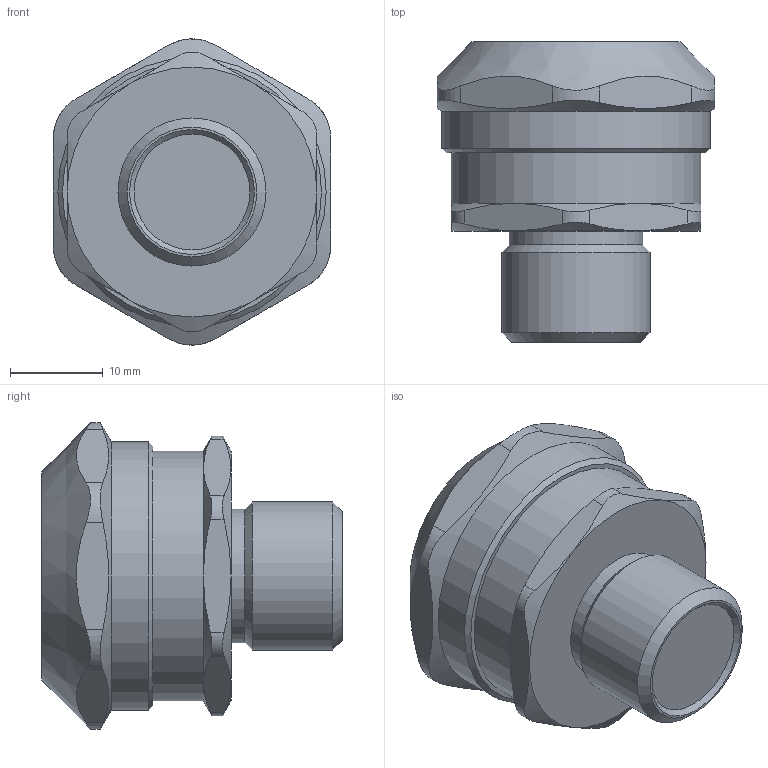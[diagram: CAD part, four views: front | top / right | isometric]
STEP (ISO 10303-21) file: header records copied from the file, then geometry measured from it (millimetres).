
FILE_DESCRIPTION(/* description */ (''),/* implementation_level */ '2;1');
FILE_NAME(/* name */ '',/* time_stamp */ '2024-07-26T10:36:53+07:00',/* author */ ('zeta-44'),/* organization */ (''),/* preprocessor_version */ 'ST-DEVELOPER v19.2',/* originating_system */ 'Autodesk Inventor 2024',/* authorisation */ '');
FILE_SCHEMA (('AUTOMOTIVE_DESIGN { 1 0 10303 214 3 1 1 }'));
Length unit declared in the file: millimetre
Products named in the file (1): Деталь1
Bounding box: 30 x 32.45 x 33.09 mm (x, y, z)
Volume: 14872.5 mm3; surface area: 3781.5 mm2
Topology: 1 solids, 1 shells, 53 faces, 127 edges, 80 vertices
Faces by surface type: plane 18, cone 18, cylinder 16, torus 1
Full cylindrical faces by diameter (mm): 14.4 x1, 16 x1, 27 x1, 29 x1
Entity records: 1801 total; most frequent: CARTESIAN_POINT 599, ORIENTED_EDGE 254, DIRECTION 204, EDGE_CURVE 127, AXIS2_PLACEMENT_3D 85, VERTEX_POINT 80, EDGE_LOOP 57, FACE_OUTER_BOUND 53
